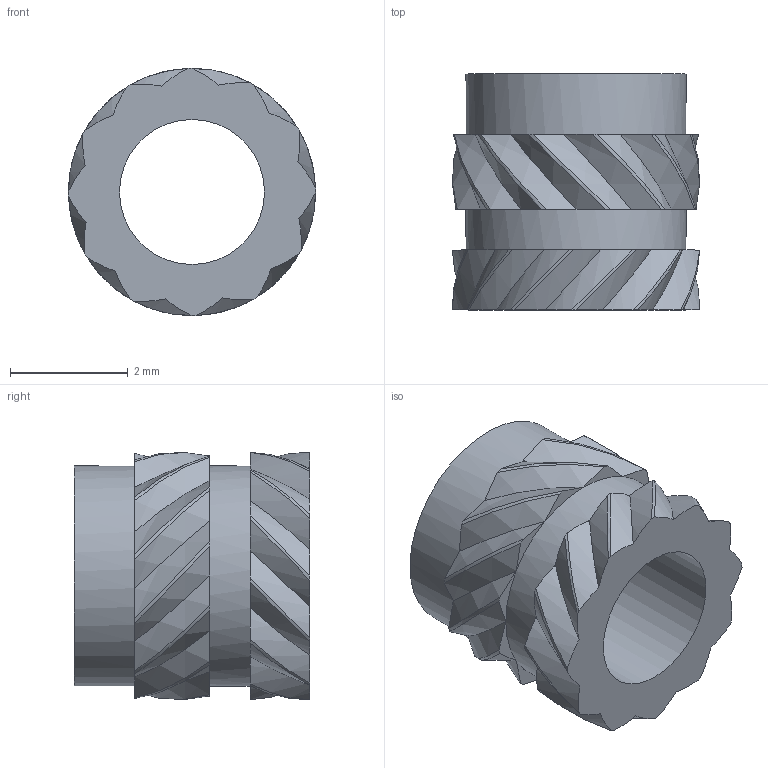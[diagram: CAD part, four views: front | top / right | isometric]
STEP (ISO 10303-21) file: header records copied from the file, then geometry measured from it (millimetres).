
FILE_DESCRIPTION(/* description */ ('Unknown'),/* implementation_level */ '2;1');
FILE_NAME(/* name */ 'Knurled Insert M3xH4',/* time_stamp */ '2024-02-29T13:45:24-06:00',/* author */ ('Unknown'),/* organization */ ('Unknown'),/* preprocessor_version */ 'ST-DEVELOPER v16.7',/* originating_system */ 'Solid Edge',/* authorisation */ 'Unknown');
FILE_SCHEMA (('AUTOMOTIVE_DESIGN {1 0 10303 214 3 1 1}'));
Length unit declared in the file: inch
Products named in the file (1): Knurled Insert M3xH4
Bounding box: 4.19 x 4 x 4.19 mm (x, y, z)
Volume: 28 mm3; surface area: 103 mm2
Topology: 1 solids, 1 shells, 113 faces, 261 edges, 150 vertices
Faces by surface type: bspline 48, plane 38, cylinder 27
Full cylindrical faces by diameter (mm): 2.459 x1, 3.734 x2
Entity records: 5105 total; most frequent: CARTESIAN_POINT 2268, ORIENTED_EDGE 510, DIRECTION 330, EDGE_CURVE 255, AXIS2_PLACEMENT_3D 153, VERTEX_POINT 147, EDGE_LOOP 118, FACE_BOUND 118
